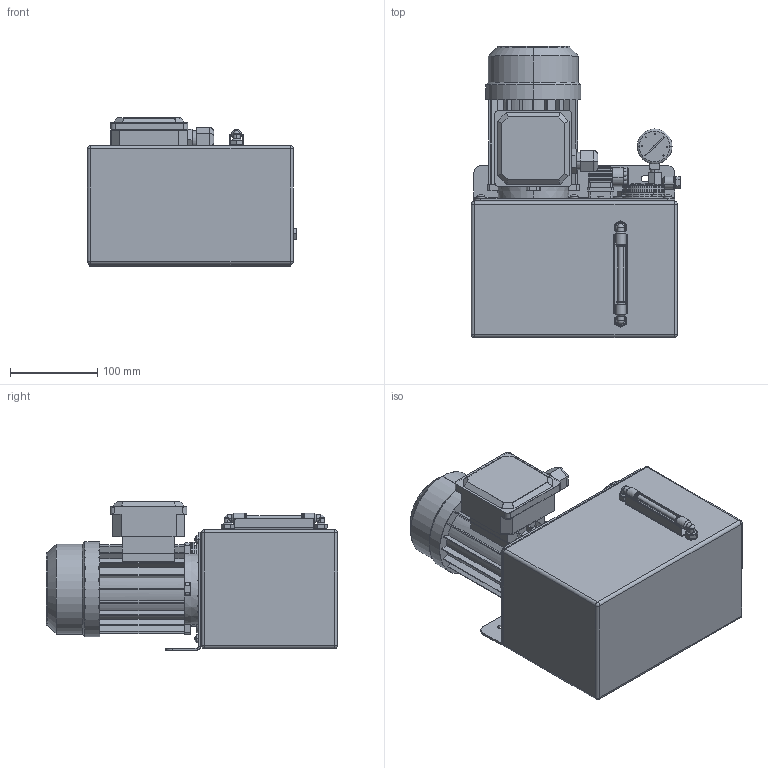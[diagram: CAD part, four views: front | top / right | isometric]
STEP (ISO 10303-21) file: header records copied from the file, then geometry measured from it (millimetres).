
FILE_DESCRIPTION (( 'STEP AP203' ), '1' );
FILE_NAME ('60.821.6.STEP', '2019-07-31T08:50:24', ( '' ), ( '' ), 'SwSTEP 2.0', 'SolidWorks 2018', '' );
FILE_SCHEMA (( 'CONFIG_CONTROL_DESIGN' ));
Products named in the file (1): 60.821.6
Bounding box: 239.84 x 333.5 x 170 mm (x, y, z)
Volume: 636077.8 mm3; surface area: 699492.7 mm2
Topology: 32 solids, 33 shells, 1970 faces, 4974 edges, 3158 vertices
Faces by surface type: plane 937, cylinder 682, cone 175, torus 98, bspline 42, sphere 36
Entity records: 62864 total; most frequent: CARTESIAN_POINT 14615, DIRECTION 10288, ORIENTED_EDGE 9904, EDGE_CURVE 4952, AXIS2_PLACEMENT_3D 3775, VERTEX_POINT 3156, VECTOR 2738, LINE 2738
